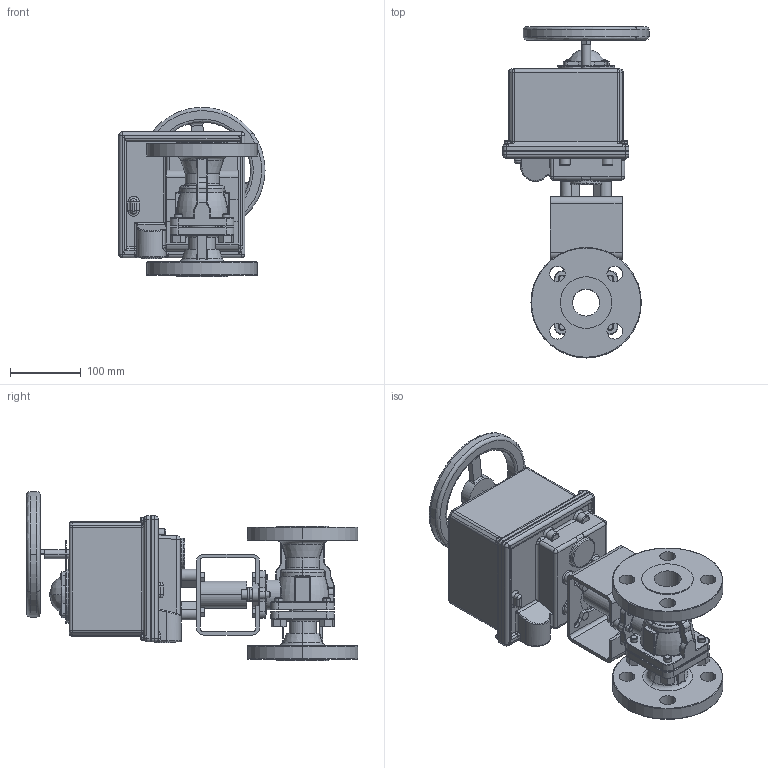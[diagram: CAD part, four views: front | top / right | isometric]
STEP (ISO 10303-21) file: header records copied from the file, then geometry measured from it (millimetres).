
FILE_DESCRIPTION (( 'STEP AP203' ), '1' );
FILE_NAME ('6801F-150_ER-6.STEP', '2017-12-06T19:05:26', ( '' ), ( '' ), 'SwSTEP 2.0', 'SolidWorks 2014', '' );
FILE_SCHEMA (( 'CONFIG_CONTROL_DESIGN' ));
Products named in the file (1): 6801F-150_ER-6
Bounding box: 206.35 x 468.55 x 238.78 mm (x, y, z)
Surface area: 487151.1 mm2 (no closed solid volume)
Topology: 0 solids, 72 shells, 1095 faces, 3321 edges, 2187 vertices
Faces by surface type: cylinder 446, plane 311, bspline 195, torus 84, cone 56, sphere 3
Entity records: 49832 total; most frequent: CARTESIAN_POINT 21837, DIRECTION 5728, ORIENTED_EDGE 5455, EDGE_CURVE 3302, AXIS2_PLACEMENT_3D 2197, VERTEX_POINT 2187, VECTOR 1334, LINE 1334
